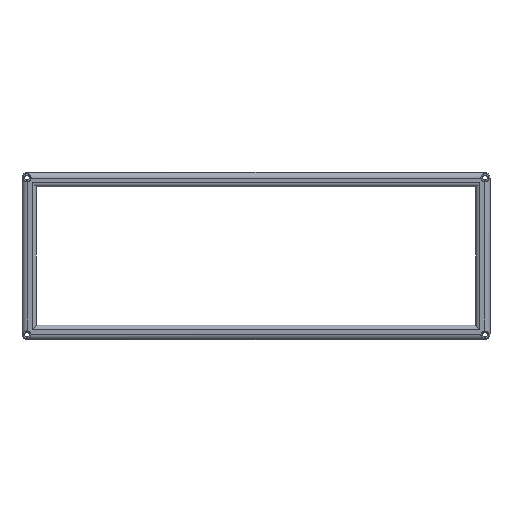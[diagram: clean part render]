
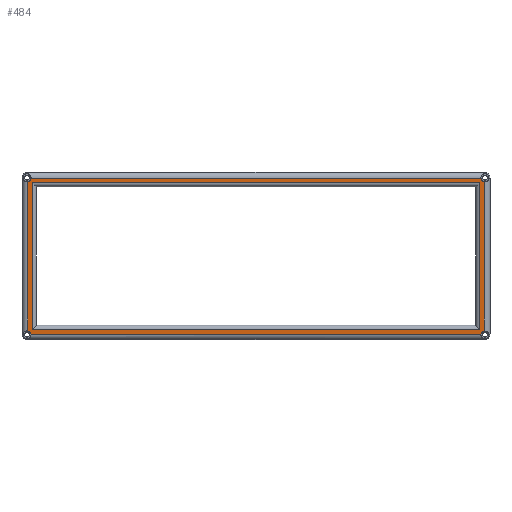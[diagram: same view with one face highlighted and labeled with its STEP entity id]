
A CAD part, top view. The second image highlights one B-rep face of the part: STEP entity #484.
In plain terms, the highlighted planar face has unit normal (0, -0.106, 0.994).
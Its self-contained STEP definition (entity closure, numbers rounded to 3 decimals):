
#24=FACE_BOUND('',#142,.T.);
#30=PLANE('',#532);
#36=LINE('',#751,#60);
#44=LINE('',#833,#68);
#45=LINE('',#892,#69);
#46=LINE('',#897,#70);
#47=LINE('',#901,#71);
#48=LINE('',#904,#72);
#49=LINE('',#908,#73);
#50=LINE('',#913,#74);
#60=VECTOR('',#574,4.);
#68=VECTOR('',#606,4.);
#69=VECTOR('',#619,10.);
#70=VECTOR('',#626,10.);
#71=VECTOR('',#631,10.);
#72=VECTOR('',#636,10.);
#73=VECTOR('',#639,4.);
#74=VECTOR('',#644,4.);
#110=FACE_OUTER_BOUND('',#141,.T.);
#141=EDGE_LOOP('',(#389,#390,#391,#392,#393,#394,#395,#396));
#142=EDGE_LOOP('',(#397,#398,#399,#400));
#193=CIRCLE('',#533,2.8);
#194=CIRCLE('',#534,2.8);
#195=CIRCLE('',#535,2.8);
#196=CIRCLE('',#536,2.8);
#213=VERTEX_POINT('',#745);
#214=VERTEX_POINT('',#750);
#231=VERTEX_POINT('',#817);
#232=VERTEX_POINT('',#832);
#237=VERTEX_POINT('',#890);
#238=VERTEX_POINT('',#891);
#239=VERTEX_POINT('',#896);
#240=VERTEX_POINT('',#900);
#241=VERTEX_POINT('',#906);
#242=VERTEX_POINT('',#907);
#243=VERTEX_POINT('',#910);
#244=VERTEX_POINT('',#912);
#262=EDGE_CURVE('',#213,#214,#36,.T.);
#283=EDGE_CURVE('',#231,#232,#44,.T.);
#291=EDGE_CURVE('',#237,#238,#45,.T.);
#294=EDGE_CURVE('',#238,#239,#46,.T.);
#296=EDGE_CURVE('',#239,#240,#47,.T.);
#298=EDGE_CURVE('',#240,#237,#48,.T.);
#299=EDGE_CURVE('',#241,#242,#49,.T.);
#300=EDGE_CURVE('',#241,#232,#193,.T.);
#301=EDGE_CURVE('',#231,#243,#194,.T.);
#302=EDGE_CURVE('',#244,#243,#50,.T.);
#303=EDGE_CURVE('',#244,#214,#195,.T.);
#304=EDGE_CURVE('',#213,#242,#196,.T.);
#389=ORIENTED_EDGE('',*,*,#299,.F.);
#390=ORIENTED_EDGE('',*,*,#300,.T.);
#391=ORIENTED_EDGE('',*,*,#283,.F.);
#392=ORIENTED_EDGE('',*,*,#301,.T.);
#393=ORIENTED_EDGE('',*,*,#302,.F.);
#394=ORIENTED_EDGE('',*,*,#303,.T.);
#395=ORIENTED_EDGE('',*,*,#262,.F.);
#396=ORIENTED_EDGE('',*,*,#304,.T.);
#397=ORIENTED_EDGE('',*,*,#291,.F.);
#398=ORIENTED_EDGE('',*,*,#298,.F.);
#399=ORIENTED_EDGE('',*,*,#296,.F.);
#400=ORIENTED_EDGE('',*,*,#294,.F.);
#484=ADVANCED_FACE('',(#110,#24),#30,.T.);
#532=AXIS2_PLACEMENT_3D('',#905,#637,#638);
#533=AXIS2_PLACEMENT_3D('',#909,#640,#641);
#534=AXIS2_PLACEMENT_3D('',#911,#642,#643);
#535=AXIS2_PLACEMENT_3D('',#914,#645,#646);
#536=AXIS2_PLACEMENT_3D('',#915,#647,#648);
#574=DIRECTION('',(-1.,0.,0.));
#606=DIRECTION('',(1.,0.,0.));
#619=DIRECTION('',(0.,-0.994,-0.106));
#626=DIRECTION('',(1.,0.,0.));
#631=DIRECTION('',(0.,0.994,0.106));
#636=DIRECTION('',(-1.,0.,0.));
#637=DIRECTION('center_axis',(0.,-0.106,0.994));
#638=DIRECTION('ref_axis',(1.,0.,0.));
#639=DIRECTION('',(0.,-0.994,-0.106));
#640=DIRECTION('center_axis',(0.,0.106,-0.994));
#641=DIRECTION('ref_axis',(1.,0.,0.));
#642=DIRECTION('center_axis',(0.,0.106,-0.994));
#643=DIRECTION('ref_axis',(1.,0.,0.));
#644=DIRECTION('',(0.,0.994,0.106));
#645=DIRECTION('center_axis',(0.,0.106,-0.994));
#646=DIRECTION('ref_axis',(1.,0.,0.));
#647=DIRECTION('center_axis',(0.,0.106,-0.994));
#648=DIRECTION('ref_axis',(1.,0.,0.));
#745=CARTESIAN_POINT('',(87.628,-81.13,18.878));
#750=CARTESIAN_POINT('',(-226.022,-81.13,18.878));
#751=CARTESIAN_POINT('',(93.903,-81.13,18.878));
#817=CARTESIAN_POINT('',(-226.022,27.565,30.494));
#832=CARTESIAN_POINT('',(87.628,27.565,30.494));
#833=CARTESIAN_POINT('',(-232.297,27.565,30.494));
#890=CARTESIAN_POINT('',(-225.297,24.455,30.161));
#891=CARTESIAN_POINT('',(-225.297,-78.021,19.21));
#892=CARTESIAN_POINT('',(-225.297,-50.91,22.107));
#896=CARTESIAN_POINT('',(86.903,-78.021,19.21));
#897=CARTESIAN_POINT('',(7.353,-78.021,19.21));
#900=CARTESIAN_POINT('',(86.903,24.455,30.161));
#901=CARTESIAN_POINT('',(86.903,-2.655,27.264));
#904=CARTESIAN_POINT('',(-145.747,24.455,30.161));
#905=CARTESIAN_POINT('Origin',(-69.197,-26.783,24.686));
#906=CARTESIAN_POINT('',(90.03,25.176,30.238));
#907=CARTESIAN_POINT('',(90.03,-78.742,19.133));
#908=CARTESIAN_POINT('',(90.03,31.416,30.905));
#909=CARTESIAN_POINT('Origin',(90.403,27.936,30.533));
#910=CARTESIAN_POINT('',(-228.424,25.176,30.238));
#911=CARTESIAN_POINT('Origin',(-228.797,27.936,30.533));
#912=CARTESIAN_POINT('',(-228.424,-78.742,19.133));
#913=CARTESIAN_POINT('',(-228.424,-84.981,18.466));
#914=CARTESIAN_POINT('Origin',(-228.797,-81.501,18.838));
#915=CARTESIAN_POINT('Origin',(90.403,-81.501,18.838));
